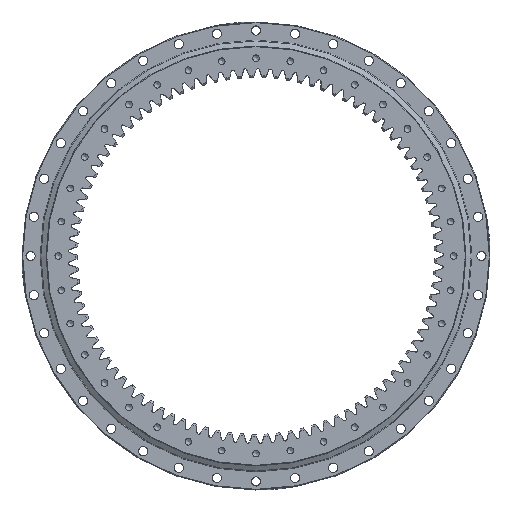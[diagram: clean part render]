
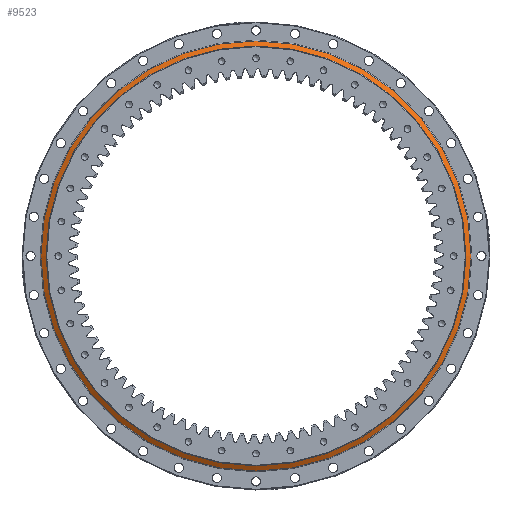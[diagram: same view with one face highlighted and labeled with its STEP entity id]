
A CAD part, top view. The second image highlights one B-rep face of the part: STEP entity #9523.
In plain terms, the highlighted conical face has half-angle 58.57 degrees and reference radius 321.25 mm.
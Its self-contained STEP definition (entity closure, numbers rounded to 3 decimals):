
#716 = DIRECTION ( 'NONE',  ( 0., 0., -1. ) ) ;
#1572 = AXIS2_PLACEMENT_3D ( 'NONE', #39303, #19971, #716 ) ;
#7734 = DIRECTION ( 'NONE',  ( 0., -1., 0. ) ) ;
#9523 = ADVANCED_FACE ( 'NONE', ( #23470, #23435 ), #23014, .T. ) ;
#10756 = AXIS2_PLACEMENT_3D ( 'NONE', #26958, #7734, #30208 ) ;
#11325 = CARTESIAN_POINT ( 'NONE',  ( 314.25, -2.61, -328.794 ) ) ;
#13669 = DIRECTION ( 'NONE',  ( 0., -1., 0. ) ) ;
#13769 = CIRCLE ( 'NONE', #10756, 321.25 ) ;
#13920 = EDGE_LOOP ( 'NONE', ( #32740 ) ) ;
#16869 = DIRECTION ( 'NONE',  ( 0., 0., -1. ) ) ;
#19192 = CIRCLE ( 'NONE', #1572, 328.794 ) ;
#19727 = AXIS2_PLACEMENT_3D ( 'NONE', #23057, #13669, #16869 ) ;
#19971 = DIRECTION ( 'NONE',  ( 0., -1., 0. ) ) ;
#21920 = EDGE_LOOP ( 'NONE', ( #38890 ) ) ;
#23014 = CONICAL_SURFACE ( 'NONE', #19727, 321.25, 1.022 ) ;
#23057 = CARTESIAN_POINT ( 'NONE',  ( 314.25, 2., 0. ) ) ;
#23435 = FACE_BOUND ( 'NONE', #21920, .T. ) ;
#23470 = FACE_OUTER_BOUND ( 'NONE', #13920, .T. ) ;
#26958 = CARTESIAN_POINT ( 'NONE',  ( 314.25, 2., 0. ) ) ;
#28425 = EDGE_CURVE ( 'NONE', #37475, #37475, #13769, .T. ) ;
#30208 = DIRECTION ( 'NONE',  ( 0., 0., -1. ) ) ;
#32740 = ORIENTED_EDGE ( 'NONE', *, *, #38092, .F. ) ;
#35869 = CARTESIAN_POINT ( 'NONE',  ( 314.25, 2., -321.25 ) ) ;
#35909 = VERTEX_POINT ( 'NONE', #11325 ) ;
#37475 = VERTEX_POINT ( 'NONE', #35869 ) ;
#38092 = EDGE_CURVE ( 'NONE', #35909, #35909, #19192, .T. ) ;
#38890 = ORIENTED_EDGE ( 'NONE', *, *, #28425, .T. ) ;
#39303 = CARTESIAN_POINT ( 'NONE',  ( 314.25, -2.61, 0. ) ) ;
